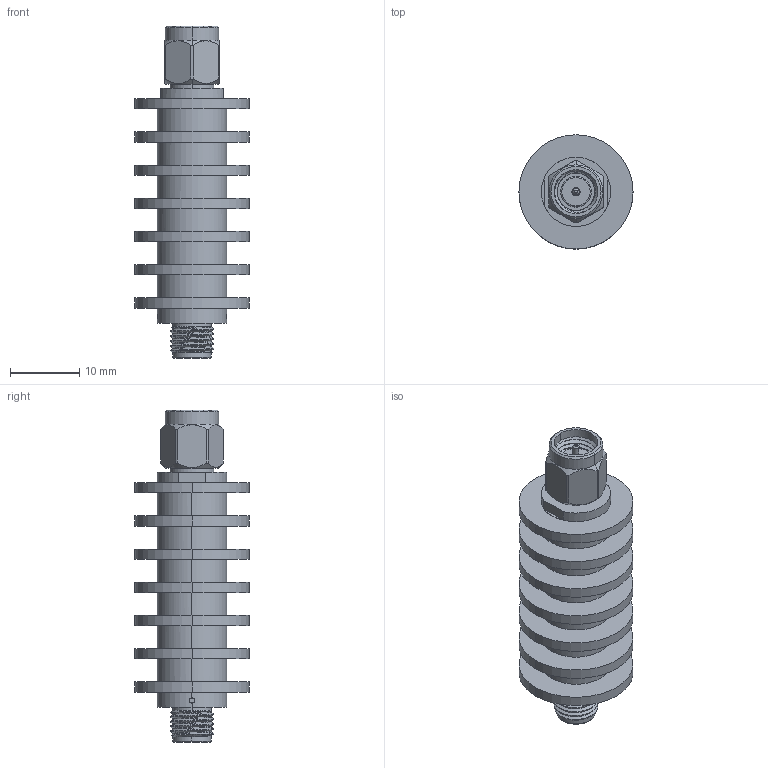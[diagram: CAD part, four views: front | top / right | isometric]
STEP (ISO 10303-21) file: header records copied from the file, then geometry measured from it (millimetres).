
FILE_DESCRIPTION (( 'STEP AP214' ), '1' );
FILE_NAME ('FMAT7489-20_3D.step', '2024-01-26T19:24:06', ( '' ), ( '' ), 'SwSTEP 2.0', 'SolidWorks 2022', '' );
FILE_SCHEMA (( 'AUTOMOTIVE_DESIGN' ));
Length unit declared in the file: inch
Products named in the file (5): Copy of FMAT7489_MA3_SMA Male^FMAT7489-20; Copy of FMAT7489_MA4_Disc^FMAT7489-20; FMAT7489-20_3D; Copy of FMAT7489_MA2_SMA Female^FMAT7489-20; Copy of FMAT7489_MA1_Body^FMAT7489-20
Assembly tree (10 placements, depth 2):
  FMAT7489-20_3D
    Copy of FMAT7489_MA1_Body^FMAT7489-20
    Copy of FMAT7489_MA2_SMA Female^FMAT7489-20
    Copy of FMAT7489_MA3_SMA Male^FMAT7489-20
    Copy of FMAT7489_MA4_Disc^FMAT7489-20  x7
Bounding box: 16.5 x 16.5 x 48 mm (x, y, z)
Volume: 4874.9 mm3; surface area: 5509.6 mm2
Topology: 13 solids, 13 shells, 326 faces, 792 edges, 510 vertices
Faces by surface type: cylinder 151, plane 122, cone 43, bspline 6, torus 4
Entity records: 12139 total; most frequent: CARTESIAN_POINT 4925, DIRECTION 1446, ORIENTED_EDGE 1440, EDGE_CURVE 720, AXIS2_PLACEMENT_3D 545, VERTEX_POINT 462, VECTOR 356, LINE 356
